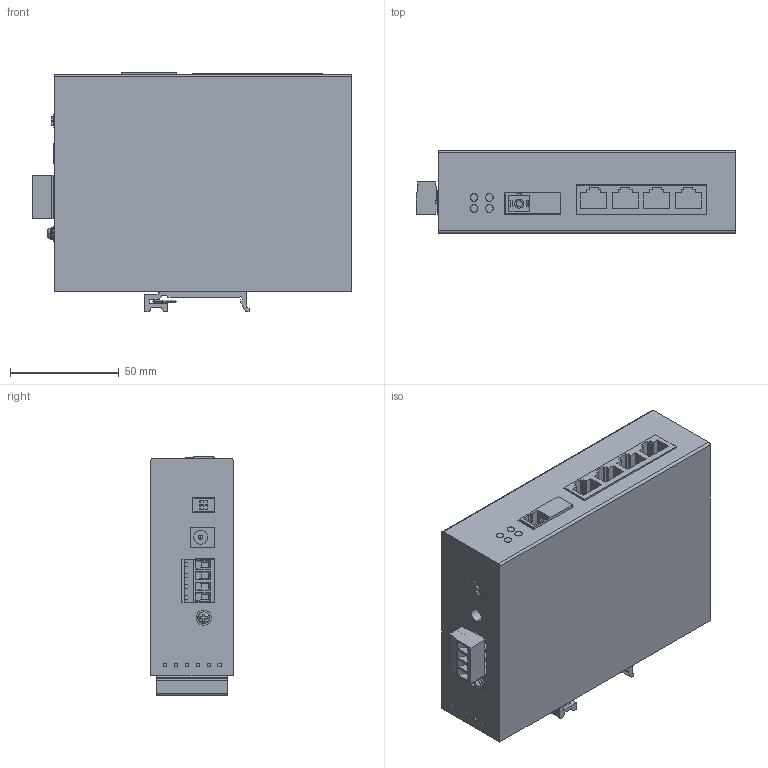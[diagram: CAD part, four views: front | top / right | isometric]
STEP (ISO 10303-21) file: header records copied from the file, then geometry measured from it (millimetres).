
FILE_DESCRIPTION((''),'2;1');
FILE_NAME('ASM0012_ASM','2022-03-30T',('admin'),(''),'PRO/ENGINEER BY PARAMETRIC TECHNOLOGY CORPORATION, 2013230','PRO/ENGINEER BY PARAMETRIC TECHNOLOGY CORPORATION, 2013230','');
FILE_SCHEMA(('AUTOMOTIVE_DESIGN { 1 0 10303 214 1 1 1 1 }'));
Length unit declared in the file: millimetre
Products named in the file (9): PRT0036; DAOGUIKAKOU_38; RJ45_1X4_2_1_1_1; ZUHELUODING; DC; 2BOMA; 4DUANZI; OM; ASM0012_ASM
Assembly tree (8 placements, depth 2):
  ASM0012_ASM
    PRT0036
    DAOGUIKAKOU_38
    RJ45_1X4_2_1_1_1
    ZUHELUODING
    DC
    2BOMA
    4DUANZI
    OM
Bounding box: 147.2 x 38 x 110 mm (x, y, z)
Volume: 515872.8 mm3; surface area: 75717.5 mm2
Topology: 8 solids, 8 shells, 1090 faces, 2673 edges, 1768 vertices
Faces by surface type: plane 965, cylinder 102, cone 8, torus 7, sphere 6, bspline 2
Entity records: 33212 total; most frequent: CARTESIAN_POINT 5785, ORIENTED_EDGE 5334, DIRECTION 5103, EDGE_CURVE 2667, VECTOR 2385, LINE 2385, VERTEX_POINT 1768, AXIS2_PLACEMENT_3D 1359
